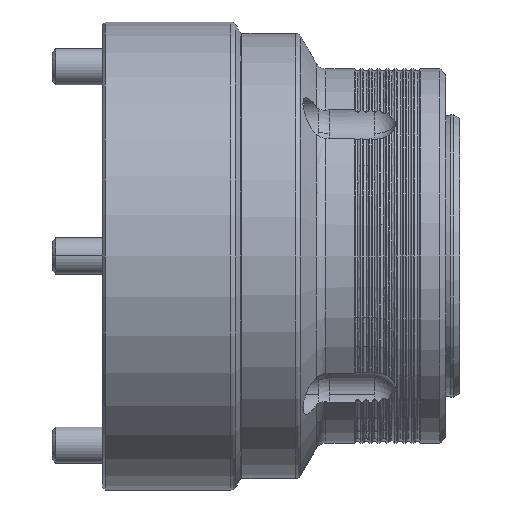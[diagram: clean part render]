
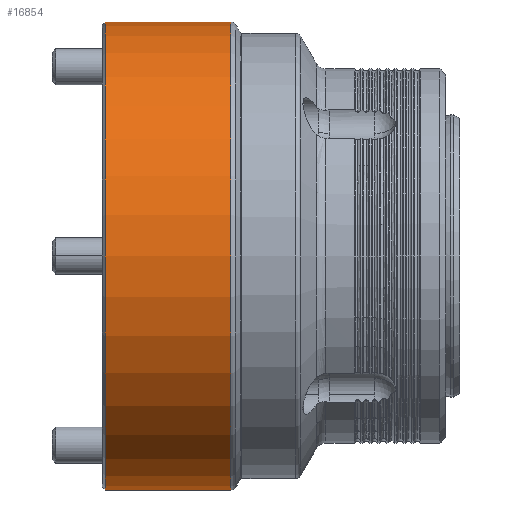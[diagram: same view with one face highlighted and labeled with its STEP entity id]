
A CAD part, front view. The second image highlights one B-rep face of the part: STEP entity #16854.
In plain terms, the highlighted cylindrical face has radius 82.5 mm (diameter 165 mm), a partial arc.
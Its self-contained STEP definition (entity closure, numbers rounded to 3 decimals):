
#71 = VECTOR ( 'NONE', #5502, 1000. ) ;
#583 = VERTEX_POINT ( 'NONE', #5708 ) ;
#1198 = DIRECTION ( 'NONE',  ( -1., 0., 0. ) ) ;
#1321 = CYLINDRICAL_SURFACE ( 'NONE', #12485, 82.5 ) ;
#1456 = ORIENTED_EDGE ( 'NONE', *, *, #14962, .T. ) ;
#2193 = ORIENTED_EDGE ( 'NONE', *, *, #15248, .T. ) ;
#2856 = LINE ( 'NONE', #13277, #16761 ) ;
#4232 = CARTESIAN_POINT ( 'NONE',  ( 45.336, 0., -82.5 ) ) ;
#4535 = LINE ( 'NONE', #12213, #71 ) ;
#4599 = ORIENTED_EDGE ( 'NONE', *, *, #15521, .T. ) ;
#5134 = CARTESIAN_POINT ( 'NONE',  ( 45.336, 0., 82.5 ) ) ;
#5136 = CARTESIAN_POINT ( 'NONE',  ( 1., 0., 0. ) ) ;
#5335 = FACE_OUTER_BOUND ( 'NONE', #9585, .T. ) ;
#5502 = DIRECTION ( 'NONE',  ( -1., 0., 0. ) ) ;
#5708 = CARTESIAN_POINT ( 'NONE',  ( 1., 0., 82.5 ) ) ;
#5856 = DIRECTION ( 'NONE',  ( -1., 0., 0. ) ) ;
#6487 = DIRECTION ( 'NONE',  ( 0., 0., -1. ) ) ;
#6580 = ORIENTED_EDGE ( 'NONE', *, *, #8700, .F. ) ;
#7084 = VERTEX_POINT ( 'NONE', #5134 ) ;
#8196 = AXIS2_PLACEMENT_3D ( 'NONE', #13932, #5856, #15299 ) ;
#8318 = DIRECTION ( 'NONE',  ( 0., 0., 1. ) ) ;
#8700 = EDGE_CURVE ( 'NONE', #16839, #12478, #4535, .T. ) ;
#8763 = AXIS2_PLACEMENT_3D ( 'NONE', #5136, #14584, #6487 ) ;
#9585 = EDGE_LOOP ( 'NONE', ( #6580, #2193, #1456, #4599 ) ) ;
#10214 = CIRCLE ( 'NONE', #8196, 82.5 ) ;
#11040 = CARTESIAN_POINT ( 'NONE',  ( -7.102, 0., 0. ) ) ;
#12213 = CARTESIAN_POINT ( 'NONE',  ( -7.102, 0., -82.5 ) ) ;
#12478 = VERTEX_POINT ( 'NONE', #16662 ) ;
#12485 = AXIS2_PLACEMENT_3D ( 'NONE', #11040, #13751, #8318 ) ;
#13277 = CARTESIAN_POINT ( 'NONE',  ( -7.102, 0., 82.5 ) ) ;
#13751 = DIRECTION ( 'NONE',  ( -1., 0., 0. ) ) ;
#13932 = CARTESIAN_POINT ( 'NONE',  ( 45.336, 0., 0. ) ) ;
#14034 = CIRCLE ( 'NONE', #8763, 82.5 ) ;
#14584 = DIRECTION ( 'NONE',  ( 1., 0., 0. ) ) ;
#14962 = EDGE_CURVE ( 'NONE', #7084, #583, #2856, .T. ) ;
#15248 = EDGE_CURVE ( 'NONE', #16839, #7084, #10214, .T. ) ;
#15299 = DIRECTION ( 'NONE',  ( 0., 0., -1. ) ) ;
#15521 = EDGE_CURVE ( 'NONE', #583, #12478, #14034, .T. ) ;
#16662 = CARTESIAN_POINT ( 'NONE',  ( 1., 0., -82.5 ) ) ;
#16761 = VECTOR ( 'NONE', #1198, 1000. ) ;
#16839 = VERTEX_POINT ( 'NONE', #4232 ) ;
#16854 = ADVANCED_FACE ( 'NONE', ( #5335 ), #1321, .T. ) ;
